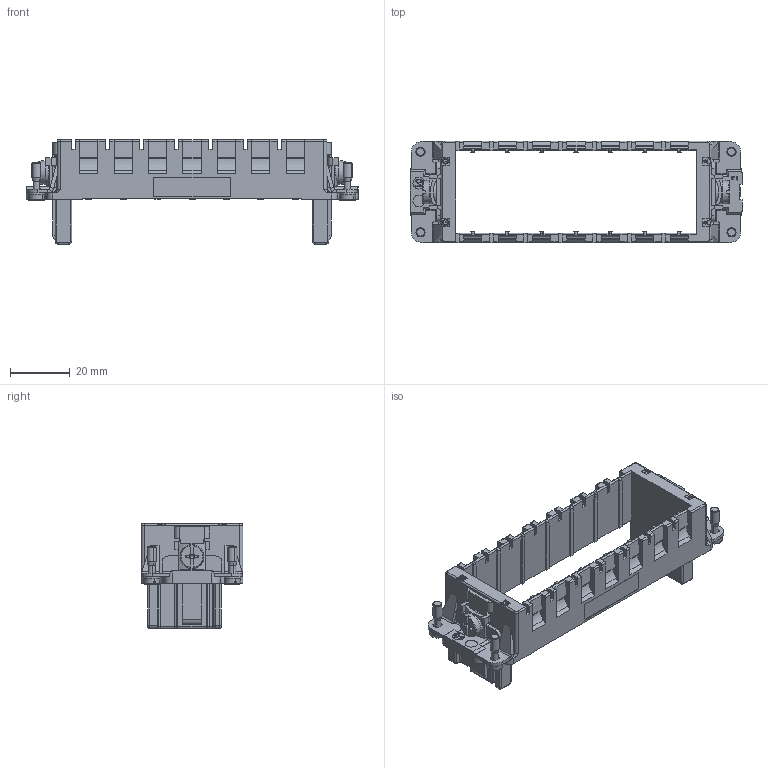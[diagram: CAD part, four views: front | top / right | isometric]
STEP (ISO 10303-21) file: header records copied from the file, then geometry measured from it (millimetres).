
FILE_DESCRIPTION(/* description */ (''),/* implementation_level */ '2;1');
FILE_NAME(/* name */ 'c146 s24 002 g8.stp',/* time_stamp */ '2019-03-25T13:12:56+01:00',/* author */ (''),/* organization */ (''),/* preprocessor_version */ 'ST-DEVELOPER v16.7',/* originating_system */ 'SIEMENS PLM Software NX 12.0',/* authorisation */ '');
FILE_SCHEMA (('AP203_CONFIGURATION_CONTROLLED_3D_DESIGN_OF_MECHANICAL_PARTS_AND_ASSEMBLIES_MIM_LF { 1 0 10303 403 2 1 2}'));
Length unit declared in the file: millimetre
Products named in the file (1): 13245nxs001-01
Bounding box: 111 x 34 x 35 mm (x, y, z)
Volume: 21987.1 mm3; surface area: 18032.6 mm2
Topology: 1 solids, 1 shells, 1262 faces, 3531 edges, 2306 vertices
Faces by surface type: plane 806, cylinder 279, cone 60, extrusion 57, torus 30, bspline 26, sphere 4
Full cylindrical faces by diameter (mm): 3 x1, 4 x2, 8 x6
Entity records: 44766 total; most frequent: CARTESIAN_POINT 11360, ORIENTED_EDGE 7008, DIRECTION 6197, EDGE_CURVE 3504, VECTOR 2469, LINE 2412, VERTEX_POINT 2296, AXIS2_PLACEMENT_3D 1864
